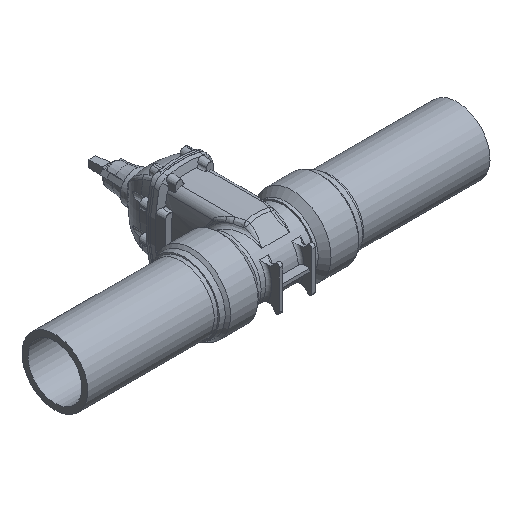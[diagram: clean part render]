
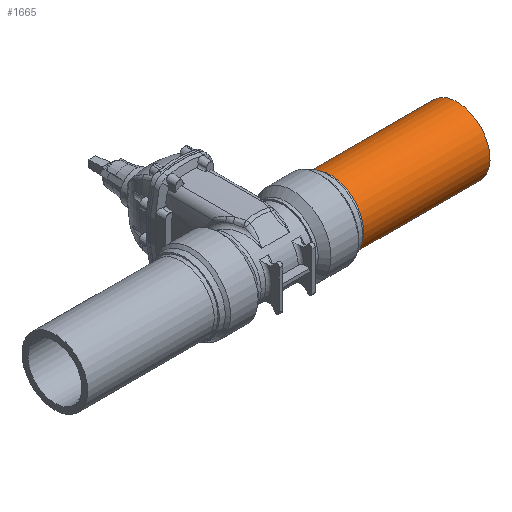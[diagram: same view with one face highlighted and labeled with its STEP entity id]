
A CAD part, isometric view. The second image highlights one B-rep face of the part: STEP entity #1665.
In plain terms, the highlighted cylindrical face has radius 90 mm (diameter 180 mm), a full revolution.
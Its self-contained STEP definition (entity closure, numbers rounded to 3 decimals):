
#208 = ORIENTED_EDGE ( 'NONE', *, *, #8391, .F. ) ;
#1665 = ADVANCED_FACE ( 'NONE', ( #5242, #5189 ), #5201, .T. ) ;
#2440 = EDGE_LOOP ( 'NONE', ( #3022 ) ) ;
#2491 = EDGE_LOOP ( 'NONE', ( #208 ) ) ;
#3022 = ORIENTED_EDGE ( 'NONE', *, *, #8442, .T. ) ;
#4555 = CARTESIAN_POINT ( 'NONE',  ( 550.5, -83.18, -34.366 ) ) ;
#4557 = CARTESIAN_POINT ( 'NONE',  ( 204.259, 34.366, -83.18 ) ) ;
#4600 = DIRECTION ( 'NONE',  ( 1., 0., 0. ) ) ;
#4746 = CARTESIAN_POINT ( 'NONE',  ( 100.5, 0., 0. ) ) ;
#4877 = DIRECTION ( 'NONE',  ( 0., -0.924, -0.382 ) ) ;
#5189 = FACE_OUTER_BOUND ( 'NONE', #2491, .T. ) ;
#5201 = CYLINDRICAL_SURFACE ( 'NONE', #10530, 90. ) ;
#5242 = FACE_OUTER_BOUND ( 'NONE', #2440, .T. ) ;
#8391 = EDGE_CURVE ( 'NONE', #11038, #11038, #10893, .T. ) ;
#8442 = EDGE_CURVE ( 'NONE', #11040, #11040, #10918, .T. ) ;
#9858 = CARTESIAN_POINT ( 'NONE',  ( 550.5, 0., 0. ) ) ;
#9859 = DIRECTION ( 'NONE',  ( 1., 0., 0. ) ) ;
#9860 = DIRECTION ( 'NONE',  ( 0., -0.924, -0.382 ) ) ;
#10530 = AXIS2_PLACEMENT_3D ( 'NONE', #4746, #4600, #4877 ) ;
#10690 = AXIS2_PLACEMENT_3D ( 'NONE', #9858, #9859, #9860 ) ;
#10715 = AXIS2_PLACEMENT_3D ( 'NONE', #11446, #11447, #11448 ) ;
#10893 = CIRCLE ( 'NONE', #10690, 90. ) ;
#10918 = CIRCLE ( 'NONE', #10715, 90. ) ;
#11038 = VERTEX_POINT ( 'NONE', #4555 ) ;
#11040 = VERTEX_POINT ( 'NONE', #4557 ) ;
#11446 = CARTESIAN_POINT ( 'NONE',  ( 204.259, 0., 0. ) ) ;
#11447 = DIRECTION ( 'NONE',  ( 1., 0., 0. ) ) ;
#11448 = DIRECTION ( 'NONE',  ( 0., 0.382, -0.924 ) ) ;
